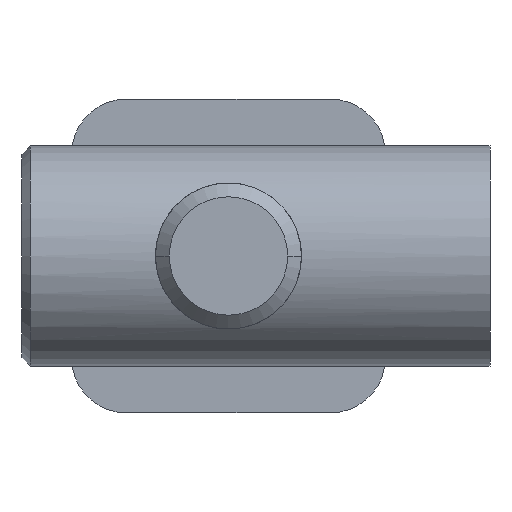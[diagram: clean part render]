
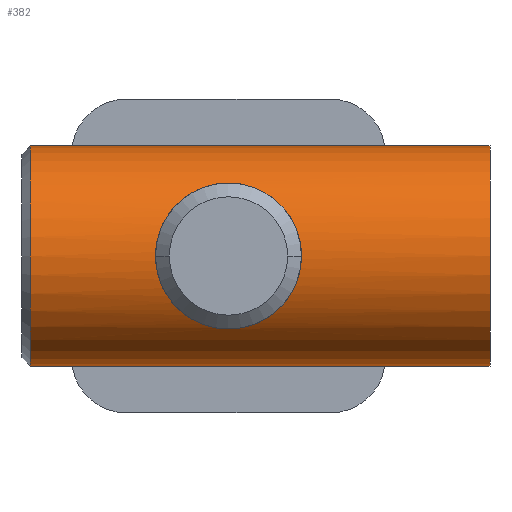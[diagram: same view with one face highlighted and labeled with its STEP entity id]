
A CAD part, left-side view. The second image highlights one B-rep face of the part: STEP entity #382.
In plain terms, the highlighted cylindrical face has radius 4 mm (diameter 8 mm), a partial arc.
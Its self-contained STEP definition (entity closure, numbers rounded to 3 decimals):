
#2 = CARTESIAN_POINT ( 'NONE',  ( -13.778, 2.304, 1.356 ) ) ;
#8 = CARTESIAN_POINT ( 'NONE',  ( -13.905, 2.505, -0.881 ) ) ;
#17 = EDGE_CURVE ( 'NONE', #679, #1260, #1401, .T. ) ;
#18 = CARTESIAN_POINT ( 'NONE',  ( -13.013, 0.36, 2.631 ) ) ;
#43 = CIRCLE ( 'NONE', #1179, 4. ) ;
#80 = VERTEX_POINT ( 'NONE', #1343 ) ;
#105 = CARTESIAN_POINT ( 'NONE',  ( -13.405, -1.63, -2.116 ) ) ;
#123 = CARTESIAN_POINT ( 'NONE',  ( -13.074, 0.707, 2.56 ) ) ;
#135 = ORIENTED_EDGE ( 'NONE', *, *, #17, .T. ) ;
#141 = AXIS2_PLACEMENT_3D ( 'NONE', #577, #567, #1207 ) ;
#193 = CARTESIAN_POINT ( 'NONE',  ( -13.117, -0.874, 2.508 ) ) ;
#196 = DIRECTION ( 'NONE',  ( 0., -1., 0. ) ) ;
#209 = CARTESIAN_POINT ( 'NONE',  ( -12.996, -0.181, -2.65 ) ) ;
#215 = CARTESIAN_POINT ( 'NONE',  ( -13.821, -2.371, -1.196 ) ) ;
#220 = CARTESIAN_POINT ( 'NONE',  ( -13.118, 0.875, -2.507 ) ) ;
#227 = CARTESIAN_POINT ( 'NONE',  ( -13.013, 0.36, -2.631 ) ) ;
#230 = CARTESIAN_POINT ( 'NONE',  ( -13.657, 2.107, 1.642 ) ) ;
#304 = CARTESIAN_POINT ( 'NONE',  ( -12.996, -0.182, 2.65 ) ) ;
#313 = CARTESIAN_POINT ( 'NONE',  ( -13.28, -1.34, 2.293 ) ) ;
#328 = EDGE_CURVE ( 'NONE', #952, #1391, #1320, .T. ) ;
#332 = DIRECTION ( 'NONE',  ( 0., 0., -1. ) ) ;
#355 = FACE_BOUND ( 'NONE', #1175, .T. ) ;
#357 = CARTESIAN_POINT ( 'NONE',  ( -13.404, 1.619, 2.104 ) ) ;
#369 = CARTESIAN_POINT ( 'NONE',  ( -10., 7.2, 4. ) ) ;
#375 = EDGE_LOOP ( 'NONE', ( #453, #1499, #953, #135 ) ) ;
#382 = ADVANCED_FACE ( 'NONE', ( #987, #355 ), #579, .T. ) ;
#400 = ORIENTED_EDGE ( 'NONE', *, *, #328, .T. ) ;
#413 = LINE ( 'NONE', #1333, #762 ) ;
#441 = CARTESIAN_POINT ( 'NONE',  ( -13.404, -1.62, 2.104 ) ) ;
#445 = LINE ( 'NONE', #1522, #483 ) ;
#450 = CARTESIAN_POINT ( 'NONE',  ( -10., -9.5, -4. ) ) ;
#453 = ORIENTED_EDGE ( 'NONE', *, *, #622, .F. ) ;
#455 = CARTESIAN_POINT ( 'NONE',  ( -13.941, -2.561, -0.704 ) ) ;
#463 = CARTESIAN_POINT ( 'NONE',  ( -13.94, -2.559, 0.711 ) ) ;
#475 = CARTESIAN_POINT ( 'NONE',  ( -13.942, 2.561, 0.702 ) ) ;
#478 = B_SPLINE_CURVE_WITH_KNOTS ( 'NONE', 3,
 ( #699, #595, #227, #1300, #220, #1061, #1416, #1067, #1191, #705, #1304, #8, #1538, #1424, #707, #1307, #1431, #475, #714, #2, #230, #1073, #357, #1196, #719, #837, #123, #18, #602, #977 ),
 .UNSPECIFIED., .F., .F.,
 ( 4, 2, 2, 2, 2, 2, 2, 2, 2, 2, 2, 2, 2, 2, 4 ),
 ( 0.008, 0.009, 0.009, 0.011, 0.011, 0.012, 0.012, 0.013, 0.013, 0.014, 0.015, 0.015, 0.016, 0.016, 0.017 ),
 .UNSPECIFIED. ) ;
#483 = VECTOR ( 'NONE', #1518, 1000. ) ;
#519 = CARTESIAN_POINT ( 'NONE',  ( -12.996, 0., 2.65 ) ) ;
#567 = DIRECTION ( 'NONE',  ( 0., 1., 0. ) ) ;
#571 = CARTESIAN_POINT ( 'NONE',  ( -13.074, -0.708, -2.56 ) ) ;
#577 = CARTESIAN_POINT ( 'NONE',  ( -10., -9.5, 0. ) ) ;
#578 = CARTESIAN_POINT ( 'NONE',  ( -13.778, -2.303, 1.356 ) ) ;
#579 = CYLINDRICAL_SURFACE ( 'NONE', #898, 4. ) ;
#595 = CARTESIAN_POINT ( 'NONE',  ( -12.996, 0.181, -2.65 ) ) ;
#602 = CARTESIAN_POINT ( 'NONE',  ( -12.996, 0.182, 2.65 ) ) ;
#622 = EDGE_CURVE ( 'NONE', #1409, #1260, #445, .T. ) ;
#679 = VERTEX_POINT ( 'NONE', #450 ) ;
#681 = CARTESIAN_POINT ( 'NONE',  ( -13.221, -1.191, 2.373 ) ) ;
#683 = CARTESIAN_POINT ( 'NONE',  ( -10., 7.2, 0. ) ) ;
#684 = CARTESIAN_POINT ( 'NONE',  ( -14., -2.65, 0.184 ) ) ;
#695 = CARTESIAN_POINT ( 'NONE',  ( -13.594, -1.987, -1.761 ) ) ;
#699 = CARTESIAN_POINT ( 'NONE',  ( -12.996, 0., -2.65 ) ) ;
#701 = CARTESIAN_POINT ( 'NONE',  ( -14., -2.65, -0.174 ) ) ;
#705 = CARTESIAN_POINT ( 'NONE',  ( -13.769, 2.288, -1.348 ) ) ;
#706 = CARTESIAN_POINT ( 'NONE',  ( -10., -9.5, 0. ) ) ;
#707 = CARTESIAN_POINT ( 'NONE',  ( -14., 2.65, -0.186 ) ) ;
#714 = CARTESIAN_POINT ( 'NONE',  ( -13.907, 2.508, 0.873 ) ) ;
#719 = CARTESIAN_POINT ( 'NONE',  ( -13.221, 1.192, 2.373 ) ) ;
#735 = DIRECTION ( 'NONE',  ( 0., -1., 0. ) ) ;
#762 = VECTOR ( 'NONE', #735, 1000. ) ;
#807 = CARTESIAN_POINT ( 'NONE',  ( -13.013, -0.359, -2.632 ) ) ;
#820 = CARTESIAN_POINT ( 'NONE',  ( -13.905, -2.506, 0.88 ) ) ;
#823 = CARTESIAN_POINT ( 'NONE',  ( -13.988, -2.632, -0.356 ) ) ;
#837 = CARTESIAN_POINT ( 'NONE',  ( -13.118, 0.877, 2.507 ) ) ;
#887 = EDGE_CURVE ( 'NONE', #80, #679, #413, .T. ) ;
#888 = CARTESIAN_POINT ( 'NONE',  ( -12.996, 0., -2.65 ) ) ;
#895 = CARTESIAN_POINT ( 'NONE',  ( -12.996, 0., 2.65 ) ) ;
#898 = AXIS2_PLACEMENT_3D ( 'NONE', #706, #1286, #332 ) ;
#917 = ORIENTED_EDGE ( 'NONE', *, *, #1232, .T. ) ;
#922 = CARTESIAN_POINT ( 'NONE',  ( -12.996, 0., -2.65 ) ) ;
#928 = CARTESIAN_POINT ( 'NONE',  ( -13.656, -2.097, -1.63 ) ) ;
#952 = VERTEX_POINT ( 'NONE', #519 ) ;
#953 = ORIENTED_EDGE ( 'NONE', *, *, #887, .T. ) ;
#977 = CARTESIAN_POINT ( 'NONE',  ( -12.996, 0., 2.65 ) ) ;
#987 = FACE_OUTER_BOUND ( 'NONE', #375, .T. ) ;
#1031 = CARTESIAN_POINT ( 'NONE',  ( -13.074, -0.706, 2.56 ) ) ;
#1041 = DIRECTION ( 'NONE',  ( 0., 0., -1. ) ) ;
#1042 = CARTESIAN_POINT ( 'NONE',  ( -13.657, -2.106, 1.642 ) ) ;
#1061 = CARTESIAN_POINT ( 'NONE',  ( -13.272, 1.348, -2.307 ) ) ;
#1067 = CARTESIAN_POINT ( 'NONE',  ( -13.594, 1.987, -1.761 ) ) ;
#1073 = CARTESIAN_POINT ( 'NONE',  ( -13.469, 1.751, 1.996 ) ) ;
#1093 = EDGE_CURVE ( 'NONE', #1409, #80, #43, .T. ) ;
#1159 = CARTESIAN_POINT ( 'NONE',  ( -13.469, -1.751, 1.996 ) ) ;
#1164 = CARTESIAN_POINT ( 'NONE',  ( -13.118, -0.875, -2.507 ) ) ;
#1175 = EDGE_LOOP ( 'NONE', ( #400, #917 ) ) ;
#1178 = CARTESIAN_POINT ( 'NONE',  ( -13.988, -2.631, 0.361 ) ) ;
#1179 = AXIS2_PLACEMENT_3D ( 'NONE', #683, #196, #1041 ) ;
#1191 = CARTESIAN_POINT ( 'NONE',  ( -13.656, 2.096, -1.63 ) ) ;
#1196 = CARTESIAN_POINT ( 'NONE',  ( -13.28, 1.34, 2.293 ) ) ;
#1207 = DIRECTION ( 'NONE',  ( 0., 0., -1. ) ) ;
#1232 = EDGE_CURVE ( 'NONE', #1391, #952, #478, .T. ) ;
#1260 = VERTEX_POINT ( 'NONE', #1457 ) ;
#1283 = CARTESIAN_POINT ( 'NONE',  ( -13.907, -2.508, -0.874 ) ) ;
#1286 = DIRECTION ( 'NONE',  ( 0., -1., 0. ) ) ;
#1300 = CARTESIAN_POINT ( 'NONE',  ( -13.074, 0.706, -2.56 ) ) ;
#1301 = CARTESIAN_POINT ( 'NONE',  ( -13.271, -1.347, -2.308 ) ) ;
#1304 = CARTESIAN_POINT ( 'NONE',  ( -13.82, 2.37, -1.199 ) ) ;
#1307 = CARTESIAN_POINT ( 'NONE',  ( -14., 2.65, 0.173 ) ) ;
#1320 = B_SPLINE_CURVE_WITH_KNOTS ( 'NONE', 3,
 ( #895, #304, #1394, #1031, #193, #681, #313, #441, #1159, #1042, #578, #820, #463, #1178, #684, #701, #823, #455, #1283, #215, #1524, #928, #695, #105, #1301, #1164, #571, #807, #209, #922 ),
 .UNSPECIFIED., .F., .F.,
 ( 4, 2, 2, 2, 2, 2, 2, 2, 2, 2, 2, 2, 2, 2, 4 ),
 ( 0.017, 0.017, 0.018, 0.019, 0.019, 0.02, 0.021, 0.021, 0.022, 0.022, 0.023, 0.023, 0.024, 0.025, 0.026 ),
 .UNSPECIFIED. ) ;
#1333 = CARTESIAN_POINT ( 'NONE',  ( -10., -9.5, -4. ) ) ;
#1343 = CARTESIAN_POINT ( 'NONE',  ( -10., 7.2, -4. ) ) ;
#1391 = VERTEX_POINT ( 'NONE', #888 ) ;
#1394 = CARTESIAN_POINT ( 'NONE',  ( -13.013, -0.362, 2.631 ) ) ;
#1401 = CIRCLE ( 'NONE', #141, 4. ) ;
#1409 = VERTEX_POINT ( 'NONE', #369 ) ;
#1416 = CARTESIAN_POINT ( 'NONE',  ( -13.405, 1.631, -2.115 ) ) ;
#1424 = CARTESIAN_POINT ( 'NONE',  ( -13.987, 2.631, -0.362 ) ) ;
#1431 = CARTESIAN_POINT ( 'NONE',  ( -13.988, 2.632, 0.355 ) ) ;
#1457 = CARTESIAN_POINT ( 'NONE',  ( -10., -9.5, 4. ) ) ;
#1499 = ORIENTED_EDGE ( 'NONE', *, *, #1093, .T. ) ;
#1518 = DIRECTION ( 'NONE',  ( 0., -1., 0. ) ) ;
#1522 = CARTESIAN_POINT ( 'NONE',  ( -10., -9.5, 4. ) ) ;
#1524 = CARTESIAN_POINT ( 'NONE',  ( -13.769, -2.288, -1.347 ) ) ;
#1538 = CARTESIAN_POINT ( 'NONE',  ( -13.94, 2.559, -0.71 ) ) ;
